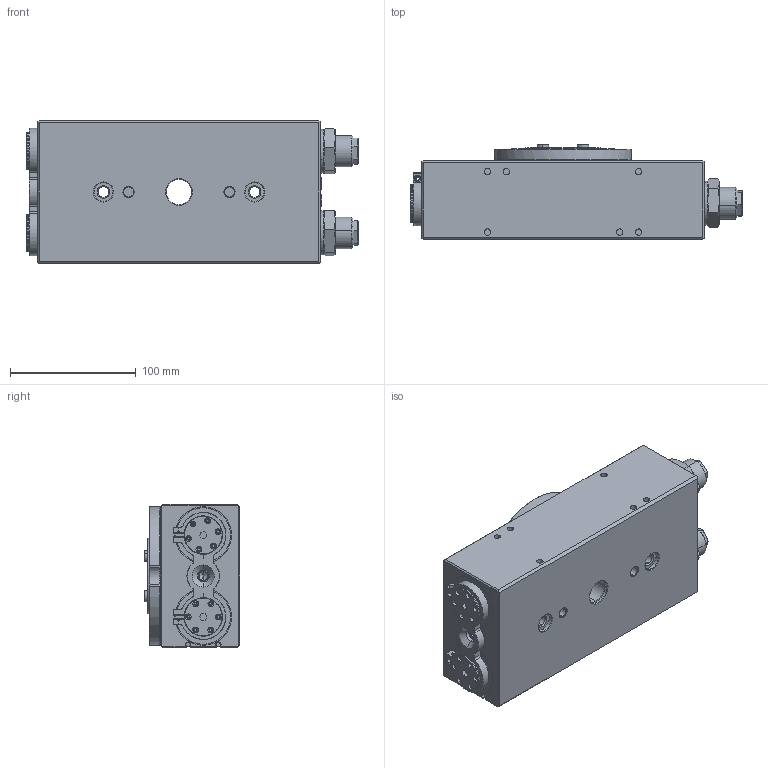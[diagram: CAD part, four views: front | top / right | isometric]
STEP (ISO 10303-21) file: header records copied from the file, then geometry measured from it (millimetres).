
FILE_DESCRIPTION (( 'STEP AP203' ), '1' );
FILE_NAME ('TP40-90.STEP', '2025-01-03T02:33:25', ( 'USER-' ), ( 'Microsoft' ), 'SwSTEP 2.0', 'SolidWorks 2018', '' );
FILE_SCHEMA (( 'CONFIG_CONTROL_DESIGN' ));
Length unit declared in the file: millimetre
Products named in the file (18): M5晦す芛蹟隊; YH2525遣喳ん; M25-1.5-12蹟譫; TP40-04 遣喳蟀諉极; TP40-05 茞癹弇蟀諉极; TP40-07硬限位圈; TP40-06 茞癹弇裝; ﾏ擎ﾗ9｡ﾁ6｡ﾁ5; YH2525-A-01綴猾俋褲极; TP40; 棠羲換覜ん; TP40-01 褲极; TP40-90; TP40-02 喘謫粣; M25遣喳ん蚚躇猾詩遠; TP40-08 癹弇縐嘀; TP40-10 粣創揤遠; YH2525遣喳ん-1
Assembly tree (27 placements, depth 3):
  TP40-90
    YH2525遣喳ん
      YH2525-A-01綴猾俋褲极
    YH2525遣喳ん-1
      YH2525-A-01綴猾俋褲极
    TP40-01 褲极
    TP40-02 喘謫粣
    TP40-04 遣喳蟀諉极  x2
    TP40-05 茞癹弇蟀諉极  x2
    TP40-06 茞癹弇裝  x2
    TP40-07硬限位圈  x2
    TP40-08 癹弇縐嘀
    M25-1.5-12蹟譫  x2
    M25遣喳ん蚚躇猾詩遠  x2
    TP40-10 粣創揤遠
    M5晦す芛蹟隊  x2
    TP40
    ﾏ擎ﾗ9｡ﾁ6｡ﾁ5  x2
    棠羲換覜ん  x2
Bounding box: 263.61 x 75.9 x 114 mm (x, y, z)
Volume: 1177933.3 mm3; surface area: 271846.2 mm2
Topology: 25 solids, 46 shells, 2425 faces, 6239 edges, 3964 vertices
Faces by surface type: plane 1199, cylinder 479, cone 471, bspline 256, torus 20
Entity records: 65972 total; most frequent: CARTESIAN_POINT 21898, ORIENTED_EDGE 9194, DIRECTION 7818, EDGE_CURVE 4597, VERTEX_POINT 2970, AXIS2_PLACEMENT_3D 2672, LINE 2474, VECTOR 2474
